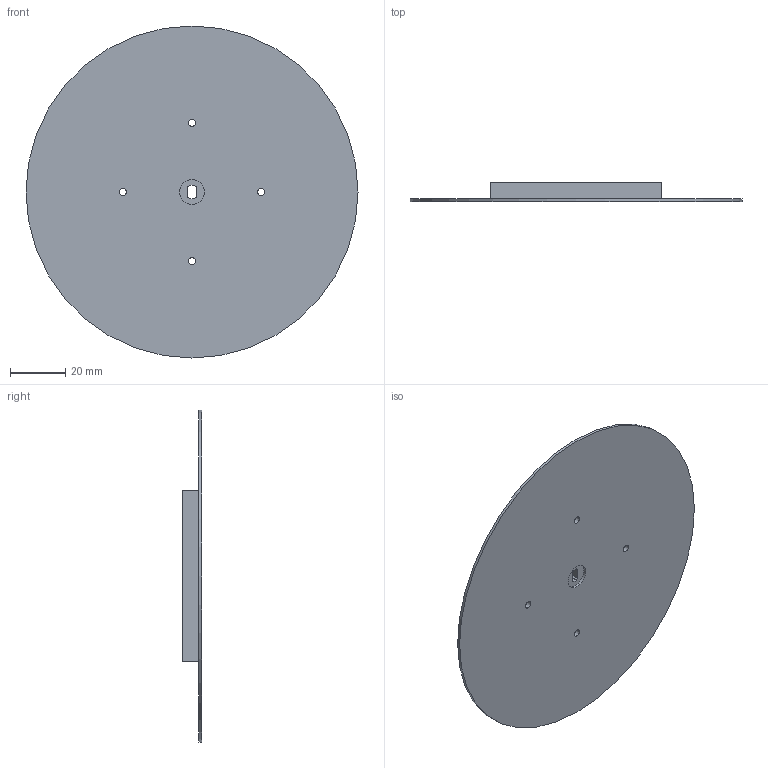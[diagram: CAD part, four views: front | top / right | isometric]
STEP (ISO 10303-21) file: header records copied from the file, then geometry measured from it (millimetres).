
FILE_DESCRIPTION(/* description */ ('Unknown'),/* implementation_level */ '2;1');
FILE_NAME(/* name */ 'DirectDriverTable2',/* time_stamp */ '2023-04-18T13:42:57+01:00',/* author */ ('Unknown'),/* organization */ ('Unknown'),/* preprocessor_version */ 'ST-DEVELOPER v18.102',/* originating_system */ 'Solid Edge',/* authorisation */ 'Unknown');
FILE_SCHEMA (('AUTOMOTIVE_DESIGN {1 0 10303 214 3 1 1}'));
Length unit declared in the file: millimetre
Products named in the file (1): DirectDriverTable2
Bounding box: 120 x 7 x 120 mm (x, y, z)
Volume: 34076.6 mm3; surface area: 24759.7 mm2
Topology: 1 solids, 1 shells, 28 faces, 75 edges, 52 vertices
Faces by surface type: plane 17, cylinder 11
Full cylindrical faces by diameter (mm): 2.6 x4, 9 x2, 120 x1
Entity records: 850 total; most frequent: DIRECTION 142, CARTESIAN_POINT 137, ORIENTED_EDGE 124, EDGE_CURVE 62, AXIS2_PLACEMENT_3D 51, EDGE_LOOP 48, FACE_BOUND 48, VERTEX_POINT 46
